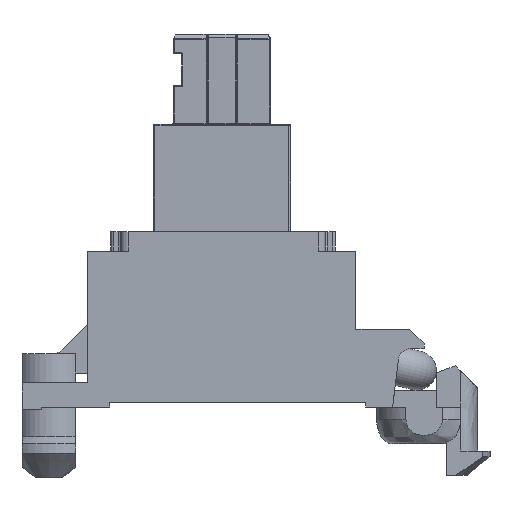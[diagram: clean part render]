
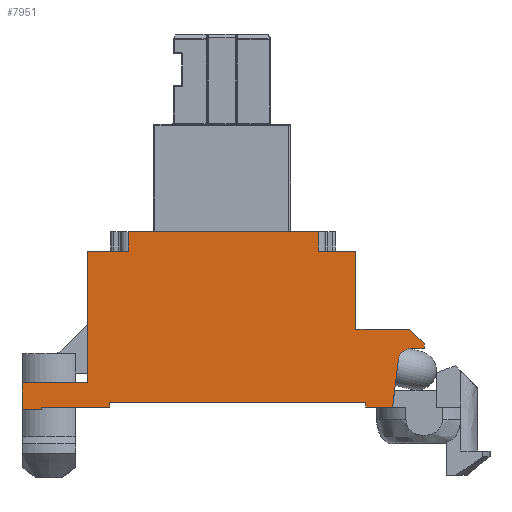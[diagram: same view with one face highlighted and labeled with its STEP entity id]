
A CAD part, left-side view. The second image highlights one B-rep face of the part: STEP entity #7951.
In plain terms, the highlighted planar face has unit normal (-1, 0, 0).
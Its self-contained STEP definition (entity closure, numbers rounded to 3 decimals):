
#416=PLANE('',#8742);
#902=LINE('',#16314,#1600);
#977=LINE('',#16537,#1675);
#1021=LINE('',#16637,#1719);
#1037=LINE('',#16693,#1735);
#1059=LINE('',#16734,#1757);
#1060=LINE('',#16736,#1758);
#1061=LINE('',#16738,#1759);
#1062=LINE('',#16740,#1760);
#1063=LINE('',#16742,#1761);
#1064=LINE('',#16744,#1762);
#1065=LINE('',#16746,#1763);
#1066=LINE('',#16748,#1764);
#1067=LINE('',#16749,#1765);
#1068=LINE('',#16751,#1766);
#1069=LINE('',#16755,#1767);
#1070=LINE('',#16757,#1768);
#1071=LINE('',#16759,#1769);
#1072=LINE('',#16760,#1770);
#1073=LINE('',#16762,#1771);
#1074=LINE('',#16763,#1772);
#1075=LINE('',#16764,#1773);
#1600=VECTOR('',#10458,1000.);
#1675=VECTOR('',#10615,1000.);
#1719=VECTOR('',#10697,1000.);
#1735=VECTOR('',#10739,1000.);
#1757=VECTOR('',#10767,1000.);
#1758=VECTOR('',#10768,1000.);
#1759=VECTOR('',#10769,1000.);
#1760=VECTOR('',#10770,1000.);
#1761=VECTOR('',#10771,1000.);
#1762=VECTOR('',#10772,1000.);
#1763=VECTOR('',#10773,1000.);
#1764=VECTOR('',#10774,1000.);
#1765=VECTOR('',#10775,1000.);
#1766=VECTOR('',#10776,1000.);
#1767=VECTOR('',#10779,1000.);
#1768=VECTOR('',#10780,1000.);
#1769=VECTOR('',#10781,1000.);
#1770=VECTOR('',#10782,1000.);
#1771=VECTOR('',#10783,1000.);
#1772=VECTOR('',#10784,1000.);
#1773=VECTOR('',#10785,1000.);
#2399=FACE_OUTER_BOUND('',#2855,.T.);
#2855=EDGE_LOOP('',(#7112,#7113,#7114,#7115,#7116,#7117,#7118,#7119,#7120,
#7121,#7122,#7123,#7124,#7125,#7126,#7127,#7128,#7129,#7130,#7131,#7132,
#7133));
#3243=CIRCLE('',#8743,0.5);
#3788=VERTEX_POINT('',#16311);
#3789=VERTEX_POINT('',#16313);
#3859=VERTEX_POINT('',#16534);
#3860=VERTEX_POINT('',#16536);
#3896=VERTEX_POINT('',#16634);
#3897=VERTEX_POINT('',#16636);
#3901=VERTEX_POINT('',#16646);
#3924=VERTEX_POINT('',#16691);
#3940=VERTEX_POINT('',#16733);
#3941=VERTEX_POINT('',#16735);
#3942=VERTEX_POINT('',#16737);
#3943=VERTEX_POINT('',#16739);
#3944=VERTEX_POINT('',#16741);
#3945=VERTEX_POINT('',#16743);
#3946=VERTEX_POINT('',#16745);
#3947=VERTEX_POINT('',#16747);
#3948=VERTEX_POINT('',#16750);
#3949=VERTEX_POINT('',#16752);
#3950=VERTEX_POINT('',#16754);
#3951=VERTEX_POINT('',#16756);
#3952=VERTEX_POINT('',#16758);
#3953=VERTEX_POINT('',#16761);
#4843=EDGE_CURVE('',#3788,#3789,#902,.T.);
#4942=EDGE_CURVE('',#3859,#3860,#977,.T.);
#4993=EDGE_CURVE('',#3896,#3897,#1021,.T.);
#5021=EDGE_CURVE('',#3924,#3901,#1037,.T.);
#5044=EDGE_CURVE('',#3897,#3940,#1059,.T.);
#5045=EDGE_CURVE('',#3941,#3896,#1060,.T.);
#5046=EDGE_CURVE('',#3942,#3941,#1061,.T.);
#5047=EDGE_CURVE('',#3943,#3942,#1062,.T.);
#5048=EDGE_CURVE('',#3944,#3943,#1063,.T.);
#5049=EDGE_CURVE('',#3945,#3944,#1064,.T.);
#5050=EDGE_CURVE('',#3946,#3945,#1065,.T.);
#5051=EDGE_CURVE('',#3947,#3946,#1066,.T.);
#5052=EDGE_CURVE('',#3789,#3947,#1067,.T.);
#5053=EDGE_CURVE('',#3948,#3788,#1068,.T.);
#5054=EDGE_CURVE('',#3949,#3948,#3243,.T.);
#5055=EDGE_CURVE('',#3950,#3949,#1069,.T.);
#5056=EDGE_CURVE('',#3951,#3950,#1070,.T.);
#5057=EDGE_CURVE('',#3952,#3951,#1071,.T.);
#5058=EDGE_CURVE('',#3860,#3952,#1072,.T.);
#5059=EDGE_CURVE('',#3953,#3859,#1073,.T.);
#5060=EDGE_CURVE('',#3953,#3901,#1074,.T.);
#5061=EDGE_CURVE('',#3940,#3924,#1075,.T.);
#7112=ORIENTED_EDGE('',*,*,#5044,.F.);
#7113=ORIENTED_EDGE('',*,*,#4993,.F.);
#7114=ORIENTED_EDGE('',*,*,#5045,.F.);
#7115=ORIENTED_EDGE('',*,*,#5046,.F.);
#7116=ORIENTED_EDGE('',*,*,#5047,.F.);
#7117=ORIENTED_EDGE('',*,*,#5048,.F.);
#7118=ORIENTED_EDGE('',*,*,#5049,.F.);
#7119=ORIENTED_EDGE('',*,*,#5050,.F.);
#7120=ORIENTED_EDGE('',*,*,#5051,.F.);
#7121=ORIENTED_EDGE('',*,*,#5052,.F.);
#7122=ORIENTED_EDGE('',*,*,#4843,.F.);
#7123=ORIENTED_EDGE('',*,*,#5053,.F.);
#7124=ORIENTED_EDGE('',*,*,#5054,.F.);
#7125=ORIENTED_EDGE('',*,*,#5055,.F.);
#7126=ORIENTED_EDGE('',*,*,#5056,.F.);
#7127=ORIENTED_EDGE('',*,*,#5057,.F.);
#7128=ORIENTED_EDGE('',*,*,#5058,.F.);
#7129=ORIENTED_EDGE('',*,*,#4942,.F.);
#7130=ORIENTED_EDGE('',*,*,#5059,.F.);
#7131=ORIENTED_EDGE('',*,*,#5060,.T.);
#7132=ORIENTED_EDGE('',*,*,#5021,.F.);
#7133=ORIENTED_EDGE('',*,*,#5061,.F.);
#7951=ADVANCED_FACE('',(#2399),#416,.F.);
#8742=AXIS2_PLACEMENT_3D('',#16732,#10765,#10766);
#8743=AXIS2_PLACEMENT_3D('',#16753,#10777,#10778);
#10458=DIRECTION('',(0.,1.,0.));
#10615=DIRECTION('',(0.,0.,-1.));
#10697=DIRECTION('',(0.,0.,1.));
#10739=DIRECTION('',(0.,-1.,0.));
#10765=DIRECTION('center_axis',(1.,0.,0.));
#10766=DIRECTION('ref_axis',(0.,1.,0.));
#10767=DIRECTION('',(0.,-1.,0.));
#10768=DIRECTION('',(0.,-1.,0.));
#10769=DIRECTION('',(0.,0.,1.));
#10770=DIRECTION('',(0.,1.,0.));
#10771=DIRECTION('',(0.,0.,-1.));
#10772=DIRECTION('',(0.,1.,0.));
#10773=DIRECTION('',(0.,0.,-1.));
#10774=DIRECTION('',(0.,1.,0.));
#10775=DIRECTION('',(0.,0.,1.));
#10776=DIRECTION('',(0.,0.124,-0.992));
#10777=DIRECTION('center_axis',(-1.,0.,0.));
#10778=DIRECTION('ref_axis',(0.,1.,0.));
#10779=DIRECTION('',(0.,1.,0.));
#10780=DIRECTION('',(0.,0.,-1.));
#10781=DIRECTION('',(0.,-0.707,-0.707));
#10782=DIRECTION('',(0.,-1.,0.));
#10783=DIRECTION('',(0.,-1.,0.));
#10784=DIRECTION('',(0.,0.,1.));
#10785=DIRECTION('',(0.,0.,1.));
#16311=CARTESIAN_POINT('',(-15.4,0.,-0.9));
#16313=CARTESIAN_POINT('',(-15.4,1.1,-0.9));
#16314=CARTESIAN_POINT('',(-15.4,1.1,-0.9));
#16534=CARTESIAN_POINT('',(-15.4,1.5,5.5));
#16536=CARTESIAN_POINT('',(-15.4,1.5,2.3));
#16537=CARTESIAN_POINT('',(-15.4,1.5,6.3));
#16634=CARTESIAN_POINT('',(-15.4,12.5,0.1));
#16636=CARTESIAN_POINT('',(-15.4,12.5,5.5));
#16637=CARTESIAN_POINT('',(-15.4,12.5,6.3));
#16646=CARTESIAN_POINT('',(-15.4,3.05,6.3));
#16691=CARTESIAN_POINT('',(-15.4,10.85,6.3));
#16693=CARTESIAN_POINT('',(-15.4,1.5,6.3));
#16732=CARTESIAN_POINT('Origin',(-15.4,-0.741,1.));
#16733=CARTESIAN_POINT('',(-15.4,10.85,5.5));
#16734=CARTESIAN_POINT('',(-15.4,-0.741,5.5));
#16735=CARTESIAN_POINT('',(-15.4,15.2,0.1));
#16736=CARTESIAN_POINT('',(-15.4,12.5,0.1));
#16737=CARTESIAN_POINT('',(-15.4,15.2,-1.));
#16738=CARTESIAN_POINT('',(-15.4,15.2,0.1));
#16739=CARTESIAN_POINT('',(-15.4,14.4,-1.));
#16740=CARTESIAN_POINT('',(-15.4,15.2,-1.));
#16741=CARTESIAN_POINT('',(-15.4,14.4,-0.9));
#16742=CARTESIAN_POINT('',(-15.4,14.4,-0.9));
#16743=CARTESIAN_POINT('',(-15.4,11.6,-0.9));
#16744=CARTESIAN_POINT('',(-15.4,11.6,-0.9));
#16745=CARTESIAN_POINT('',(-15.4,11.6,-0.7));
#16746=CARTESIAN_POINT('',(-15.4,11.6,-0.7));
#16747=CARTESIAN_POINT('',(-15.4,1.1,-0.7));
#16748=CARTESIAN_POINT('',(-15.4,1.1,-0.7));
#16749=CARTESIAN_POINT('',(-15.4,1.1,-0.7));
#16750=CARTESIAN_POINT('',(-15.4,-0.245,1.062));
#16751=CARTESIAN_POINT('',(-15.4,0.,-0.9));
#16752=CARTESIAN_POINT('',(-15.4,-0.741,1.5));
#16753=CARTESIAN_POINT('Origin',(-15.4,-0.741,1.));
#16754=CARTESIAN_POINT('',(-15.4,-1.3,1.5));
#16755=CARTESIAN_POINT('',(-15.4,-0.741,1.5));
#16756=CARTESIAN_POINT('',(-15.4,-1.3,1.7));
#16757=CARTESIAN_POINT('',(-15.4,-1.3,1.5));
#16758=CARTESIAN_POINT('',(-15.4,-0.7,2.3));
#16759=CARTESIAN_POINT('',(-15.4,-1.3,1.7));
#16760=CARTESIAN_POINT('',(-15.4,-0.7,2.3));
#16761=CARTESIAN_POINT('',(-15.4,3.05,5.5));
#16762=CARTESIAN_POINT('',(-15.4,-0.741,5.5));
#16763=CARTESIAN_POINT('',(-15.4,3.05,-12.537));
#16764=CARTESIAN_POINT('',(-15.4,10.85,-12.537));
